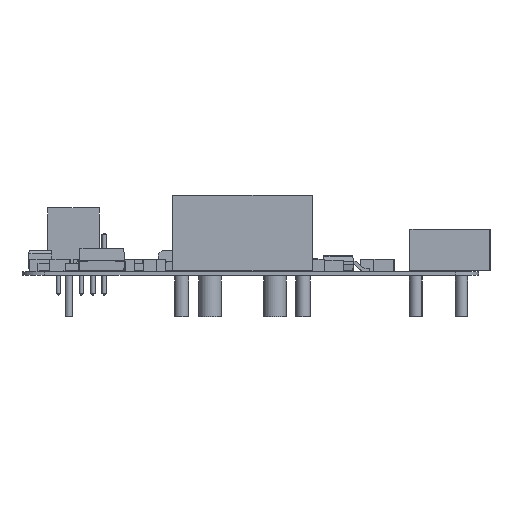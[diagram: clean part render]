
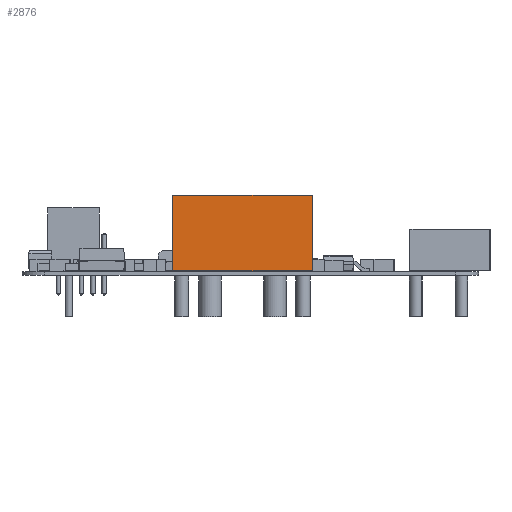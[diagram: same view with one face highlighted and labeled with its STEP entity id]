
A CAD part, left-side view. The second image highlights one B-rep face of the part: STEP entity #2876.
In plain terms, the highlighted face is planar.
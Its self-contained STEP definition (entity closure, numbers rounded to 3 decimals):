
#2876 = ADVANCED_FACE('',(#2877),#2911,.T.);
#2877 = FACE_BOUND('',#2878,.T.);
#2878 = EDGE_LOOP('',(#2879,#2889,#2897,#2905));
#2879 = ORIENTED_EDGE('',*,*,#2880,.T.);
#2880 = EDGE_CURVE('',#2881,#2883,#2885,.T.);
#2881 = VERTEX_POINT('',#2882);
#2882 = CARTESIAN_POINT('',(-7.75,16.35,0.));
#2883 = VERTEX_POINT('',#2884);
#2884 = CARTESIAN_POINT('',(-7.75,16.35,8.4));
#2885 = LINE('',#2886,#2887);
#2886 = CARTESIAN_POINT('',(-7.75,16.35,0.));
#2887 = VECTOR('',#2888,1.);
#2888 = DIRECTION('',(0.,0.,1.));
#2889 = ORIENTED_EDGE('',*,*,#2890,.T.);
#2890 = EDGE_CURVE('',#2883,#2891,#2893,.T.);
#2891 = VERTEX_POINT('',#2892);
#2892 = CARTESIAN_POINT('',(7.75,16.35,8.4));
#2893 = LINE('',#2894,#2895);
#2894 = CARTESIAN_POINT('',(-7.75,16.35,8.4));
#2895 = VECTOR('',#2896,1.);
#2896 = DIRECTION('',(1.,0.,0.));
#2897 = ORIENTED_EDGE('',*,*,#2898,.F.);
#2898 = EDGE_CURVE('',#2899,#2891,#2901,.T.);
#2899 = VERTEX_POINT('',#2900);
#2900 = CARTESIAN_POINT('',(7.75,16.35,0.));
#2901 = LINE('',#2902,#2903);
#2902 = CARTESIAN_POINT('',(7.75,16.35,0.));
#2903 = VECTOR('',#2904,1.);
#2904 = DIRECTION('',(0.,0.,1.));
#2905 = ORIENTED_EDGE('',*,*,#2906,.F.);
#2906 = EDGE_CURVE('',#2881,#2899,#2907,.T.);
#2907 = LINE('',#2908,#2909);
#2908 = CARTESIAN_POINT('',(-7.75,16.35,0.));
#2909 = VECTOR('',#2910,1.);
#2910 = DIRECTION('',(1.,0.,0.));
#2911 = PLANE('',#2912);
#2912 = AXIS2_PLACEMENT_3D('',#2913,#2914,#2915);
#2913 = CARTESIAN_POINT('',(-7.75,16.35,0.));
#2914 = DIRECTION('',(0.,1.,0.));
#2915 = DIRECTION('',(1.,0.,0.));
